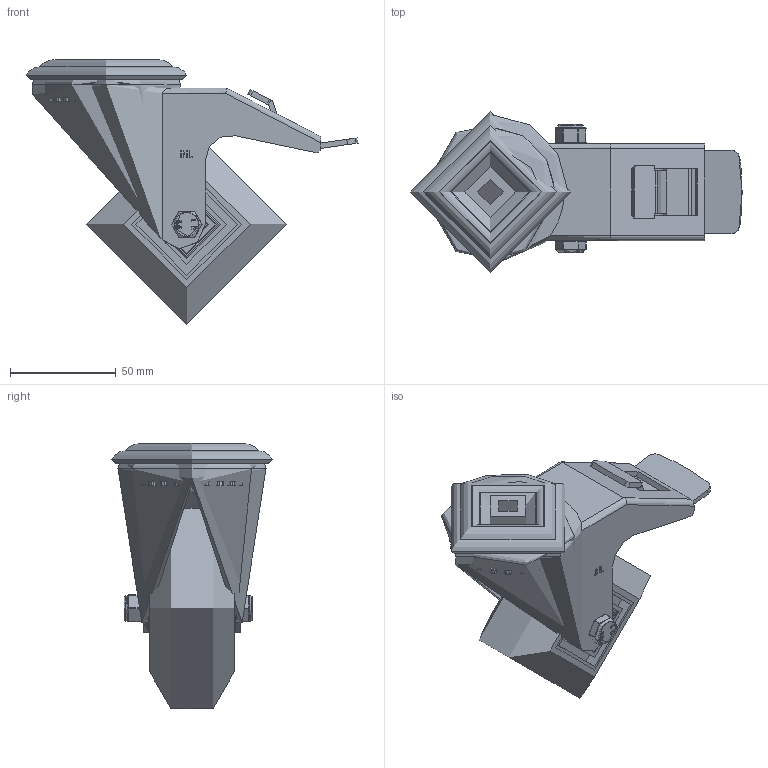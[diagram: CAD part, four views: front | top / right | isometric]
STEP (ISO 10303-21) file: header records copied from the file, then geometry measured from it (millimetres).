
FILE_DESCRIPTION(/* description */ ('','CAx-IF Rec.Pracs.---Representation and Presentation of Product Manufacturing Information (PMI)---4.0---2014-10-13'),/* implementation_level */ '2;1');
FILE_NAME(/* name */ 'BZMM100SRERGBJBH12SW.step',/* time_stamp */ '2025-01-06T09:53:44Z',/* author */ (''),/* organization */ (''),/* preprocessor_version */ 'ST-DEVELOPER v20',/* originating_system */ 'Autodesk Translation Framework v13.20.0.188',/* authorisation */ '');
FILE_SCHEMA (('AP242_MANAGED_MODEL_BASED_3D_ENGINEERING_MIM_LF { 1 0 10303 442 1 1 4 }'));
Length unit declared in the file: millimetre
Products named in the file (30): BZMM100SRERGBJBH12SW; BZH100WSRERGBJM15 v1; 55 SHORE A ELASTIC RUBBER; ALUMINIUM RIM; ALUMINIUM RIM Geometry; BEARING SPACER; BEARING6002; Pattern; BEARING6002 (1); Pattern (1); Component1; METAL; METAL2; MIDDLE; RUBBER; TUBEM15X40X10 v1; STEEL TUBE; NYLONBUSH v1; NYLONBUSH; BZMM100ASBH12SWB - 41 v1; PRESSED STEEL, ZINC PLATED HEAD (1); PRESSED STEEL, ZINC PLATED FORKS (1); PRESSED STEEL, ZINC PLATED BRAKE PEDAL (1); BRAKE PAD (1); HEXBOLTM8X55Z8.8 v2; GRADE 8.8 ZINC PLATED BOLT; NYLOCM8Z v1 (1); NYLOC NUT (1); NUT (1); RUBBER (2)
Assembly tree (52 placements, depth 5):
  BZMM100SRERGBJBH12SW
    BZH100WSRERGBJM15 v1
      55 SHORE A ELASTIC RUBBER
      ALUMINIUM RIM
        ALUMINIUM RIM Geometry
        BEARING SPACER
      BEARING6002
        METAL
        METAL2
        Pattern
          Component1  x9
        MIDDLE
        RUBBER  x2
      BEARING6002 (1)
        Pattern (1)
          Component1  x9
        METAL
        METAL2
        MIDDLE
        RUBBER  x2
    TUBEM15X40X10 v1
      STEEL TUBE
    NYLONBUSH v1
      NYLONBUSH
    BZMM100ASBH12SWB - 41 v1
      PRESSED STEEL, ZINC PLATED HEAD (1)
      PRESSED STEEL, ZINC PLATED FORKS (1)
      PRESSED STEEL, ZINC PLATED BRAKE PEDAL (1)
      BRAKE PAD (1)
    HEXBOLTM8X55Z8.8 v2
      GRADE 8.8 ZINC PLATED BOLT
    NYLOCM8Z v1 (1)
      NYLOC NUT (1)
        NUT (1)
        RUBBER (2)
Bounding box: 157 x 76 x 125.32 mm (x, y, z)
Volume: 321599.4 mm3; surface area: 128381.6 mm2
Topology: 40 solids, 40 shells, 1319 faces, 3388 edges, 2205 vertices
Faces by surface type: plane 523, bspline 391, cylinder 274, sphere 78, cone 28, torus 25
Full cylindrical faces by diameter (mm): 0.664 x2, 6.446 x7, 7.866 x13, 8 x4, 8.2 x2, 8.6 x2, 10 x1, 10.2 x1, 11.5 x1, 12.1 x1, 12.2 x1, 14.95 x1, 15 x3, 19 x3, 20 x4, 20.5 x4, 21.313 x1, 21.5 x4, 24 x3, 26 x1, 26.8 x4, 28 x2, 28.2 x8, 32 x4, 37.5 x2, 38 x1, 48 x2, 49.5 x1, 52 x2, 65 x1
Entity records: 31913 total; most frequent: CARTESIAN_POINT 11963, ORIENTED_EDGE 4092, DIRECTION 3793, EDGE_CURVE 2046, AXIS2_PLACEMENT_3D 1395, VERTEX_POINT 1327, LINE 1003, VECTOR 1003
